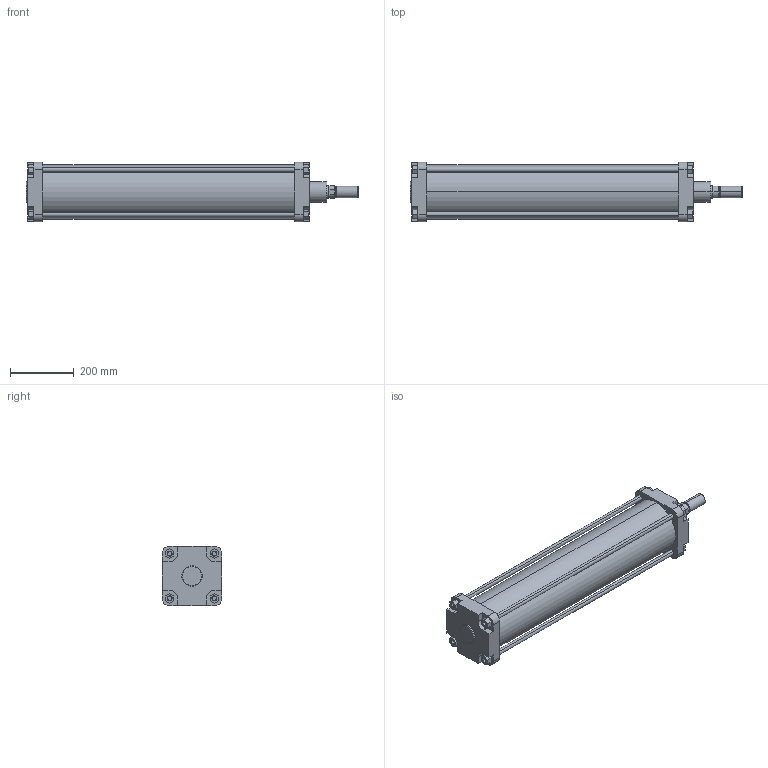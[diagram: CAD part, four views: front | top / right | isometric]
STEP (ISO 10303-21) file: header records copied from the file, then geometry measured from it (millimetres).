
FILE_DESCRIPTION (( 'STEP AP214' ), '1' );
FILE_NAME ('PMB 160-700 CYLINDER.STEP', '2010-08-04T09:17:07', ( '' ), ( '' ), 'SwSTEP 2.0', 'SolidWorks 2010', '' );
FILE_SCHEMA (( 'AUTOMOTIVE_DESIGN' ));
Length unit declared in the file: millimetre
Products named in the file (6): 160  PMB  ARKA  KAPAK; PMB 160 BORU; PMB  160 烰 KAPAK; PMB  160 M尳 ; M16 SAPLAMA; PMB  160-700  CYLINDER
Assembly tree (8 placements, depth 2):
  PMB  160-700  CYLINDER
    M16 SAPLAMA  x4
    PMB 160 BORU
    160  PMB  ARKA  KAPAK
    PMB  160 烰 KAPAK
    PMB  160 M尳 
Bounding box: 1038 x 186 x 186 mm (x, y, z)
Volume: 8527243.2 mm3; surface area: 1444095.9 mm2
Topology: 8 solids, 8 shells, 247 faces, 579 edges, 365 vertices
Faces by surface type: plane 117, cylinder 69, cone 50, torus 11
Entity records: 7071 total; most frequent: DIRECTION 1187, CARTESIAN_POINT 1152, ORIENTED_EDGE 1074, EDGE_CURVE 537, AXIS2_PLACEMENT_3D 420, VECTOR 347, LINE 347, VERTEX_POINT 341
